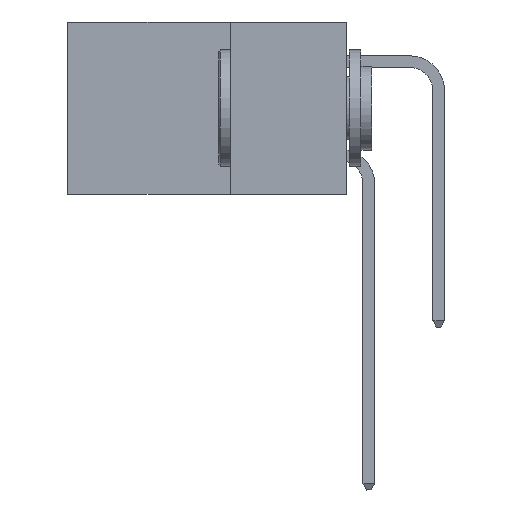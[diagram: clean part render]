
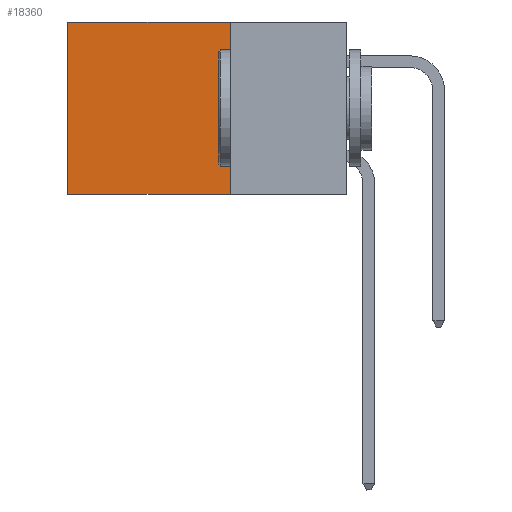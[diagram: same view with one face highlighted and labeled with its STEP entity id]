
A CAD part, left-side view. The second image highlights one B-rep face of the part: STEP entity #18360.
In plain terms, the highlighted planar face has unit normal (-1, 0, 0).
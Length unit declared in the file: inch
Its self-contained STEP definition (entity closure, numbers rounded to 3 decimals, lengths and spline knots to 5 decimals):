
#279 = CARTESIAN_POINT ( 'NONE',  ( 0.2875, 0.6, 0. ) ) ;
#1447 = DIRECTION ( 'NONE',  ( 1., 0., 0. ) ) ;
#1628 = EDGE_CURVE ( 'NONE', #26294, #26981, #12550, .T. ) ;
#3759 = PLANE ( 'NONE',  #16162 ) ;
#5045 = CARTESIAN_POINT ( 'NONE',  ( 0.2875, 0.25, 0. ) ) ;
#6564 = LINE ( 'NONE', #9084, #11865 ) ;
#6570 = VECTOR ( 'NONE', #15842, 39.37008 ) ;
#6952 = LINE ( 'NONE', #5045, #18093 ) ;
#7728 = ORIENTED_EDGE ( 'NONE', *, *, #14499, .T. ) ;
#9084 = CARTESIAN_POINT ( 'NONE',  ( 0.2875, 0.25, 0. ) ) ;
#9358 = CARTESIAN_POINT ( 'NONE',  ( 0.2875, 0.6, 0. ) ) ;
#9492 = CARTESIAN_POINT ( 'NONE',  ( 0.2875, 0.25, 0. ) ) ;
#9671 = DIRECTION ( 'NONE',  ( 0., 0., -1. ) ) ;
#10043 = ORIENTED_EDGE ( 'NONE', *, *, #23994, .T. ) ;
#11400 = EDGE_LOOP ( 'NONE', ( #10043, #11999, #12916, #7728 ) ) ;
#11824 = DIRECTION ( 'NONE',  ( 0., 0., -1. ) ) ;
#11865 = VECTOR ( 'NONE', #26258, 39.37008 ) ;
#11999 = ORIENTED_EDGE ( 'NONE', *, *, #1628, .F. ) ;
#12550 = LINE ( 'NONE', #28321, #6570 ) ;
#12916 = ORIENTED_EDGE ( 'NONE', *, *, #24721, .F. ) ;
#13154 = FACE_OUTER_BOUND ( 'NONE', #11400, .T. ) ;
#14499 = EDGE_CURVE ( 'NONE', #26521, #19916, #6564, .T. ) ;
#15123 = CARTESIAN_POINT ( 'NONE',  ( 0.2875, 0.25, 0. ) ) ;
#15842 = DIRECTION ( 'NONE',  ( 0., 1., 0. ) ) ;
#16162 = AXIS2_PLACEMENT_3D ( 'NONE', #15123, #1447, #17339 ) ;
#17339 = DIRECTION ( 'NONE',  ( 0., 0., -1. ) ) ;
#18093 = VECTOR ( 'NONE', #9671, 39.37008 ) ;
#18360 = ADVANCED_FACE ( 'NONE', ( #13154 ), #3759, .F. ) ;
#19011 = LINE ( 'NONE', #279, #24010 ) ;
#19916 = VERTEX_POINT ( 'NONE', #9358 ) ;
#21969 = CARTESIAN_POINT ( 'NONE',  ( 0.2875, 0.6, -0.37 ) ) ;
#23940 = CARTESIAN_POINT ( 'NONE',  ( 0.2875, 0.25, -0.37 ) ) ;
#23994 = EDGE_CURVE ( 'NONE', #19916, #26981, #19011, .T. ) ;
#24010 = VECTOR ( 'NONE', #11824, 39.37008 ) ;
#24721 = EDGE_CURVE ( 'NONE', #26521, #26294, #6952, .T. ) ;
#26258 = DIRECTION ( 'NONE',  ( 0., 1., 0. ) ) ;
#26294 = VERTEX_POINT ( 'NONE', #23940 ) ;
#26521 = VERTEX_POINT ( 'NONE', #9492 ) ;
#26981 = VERTEX_POINT ( 'NONE', #21969 ) ;
#28321 = CARTESIAN_POINT ( 'NONE',  ( 0.2875, 0.25, -0.37 ) ) ;
